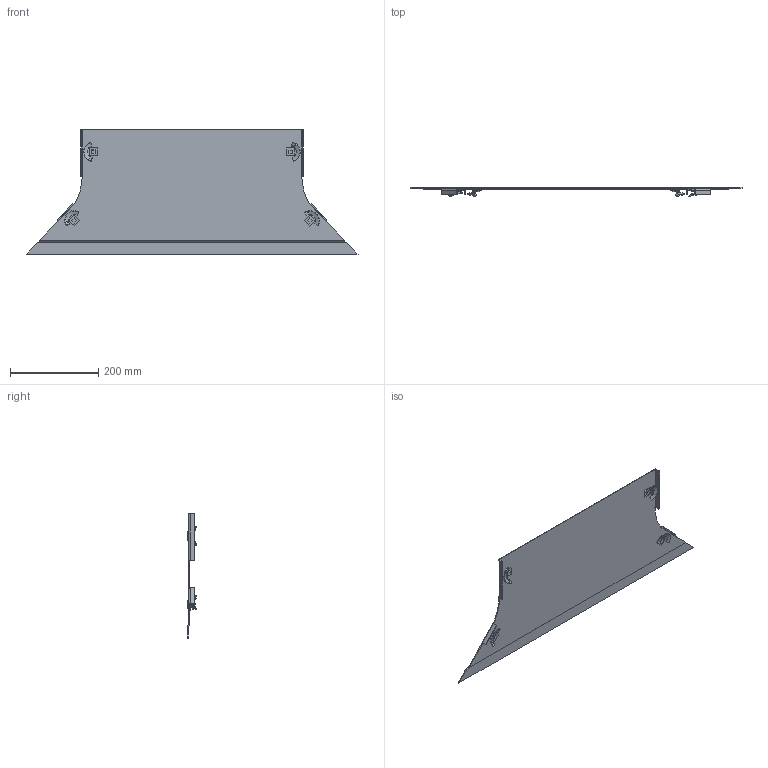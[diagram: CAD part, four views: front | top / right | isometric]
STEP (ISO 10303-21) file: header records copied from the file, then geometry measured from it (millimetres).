
FILE_DESCRIPTION (( 'STEP AP214' ), '1' );
FILE_NAME ('6049408.stp', '2021-02-25T08:37:16', ( '' ), ( '' ), 'SwSTEP 2.0', 'SolidWorks 2020', '' );
FILE_SCHEMA (( 'AUTOMOTIVE_DESIGN' ));
Length unit declared in the file: millimetre
Products named in the file (5): 6049408; 155671_NB=500; 099600_Standard; 109905_quadratisch; 104603_T=0,6 glatt Quaratloch
Assembly tree (13 placements, depth 2):
  6049408
    155671_NB=500
    109905_quadratisch  x4
    099600_Standard  x4
    104603_T=0,6 glatt Quaratloch  x4
Bounding box: 753.96 x 21.96 x 282 mm (x, y, z)
Volume: 336798.2 mm3; surface area: 342109.8 mm2
Topology: 13 solids, 13 shells, 413 faces, 1085 edges, 706 vertices
Faces by surface type: plane 213, bspline 114, cylinder 50, cone 28, torus 8
Full cylindrical faces by diameter (mm): 15.5 x4, 16.5 x4
Entity records: 6592 total; most frequent: CARTESIAN_POINT 2798, ORIENTED_EDGE 794, DIRECTION 627, EDGE_CURVE 397, VERTEX_POINT 259, LINE 219, VECTOR 219, AXIS2_PLACEMENT_3D 204
